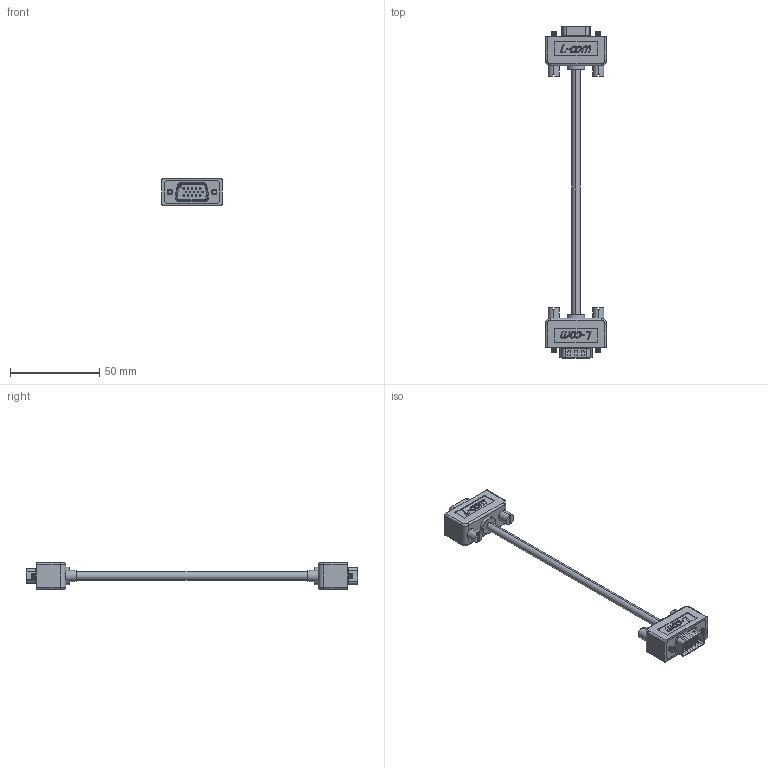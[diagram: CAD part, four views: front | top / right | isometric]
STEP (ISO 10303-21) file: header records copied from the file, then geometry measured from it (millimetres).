
FILE_DESCRIPTION (( 'STEP AP203' ), '1' );
FILE_NAME ('CTL3VGAMF-T.STEP', '2006-06-23T18:29:12', ( 'lcom' ), ( 'lcom' ), 'SwSTEP 2.0', 'SolidWorks 2006004', '' );
FILE_SCHEMA (( 'CONFIG_CONTROL_DESIGN' ));
Length unit declared in the file: inch
Products named in the file (6): 3AA07-009; MTN-006; CTL3VGAMF-T; SDH15S; SDH15P; 3AC03-011_Default 6" long
Assembly tree (9 placements, depth 2):
  CTL3VGAMF-T
    3AA07-009  x4
    SDH15S
    3AC03-011_Default 6" long
    MTN-006  x2
    SDH15P
Bounding box: 34.16 x 186.18 x 14.83 mm (x, y, z)
Volume: 21999 mm3; surface area: 14263.1 mm2
Topology: 9 solids, 9 shells, 1273 faces, 3073 edges, 1921 vertices
Faces by surface type: plane 538, cylinder 377, bspline 148, cone 128, torus 52, sphere 30
Entity records: 35055 total; most frequent: CARTESIAN_POINT 12385, DIRECTION 4605, ORIENTED_EDGE 4474, EDGE_CURVE 2237, AXIS2_PLACEMENT_3D 1663, VERTEX_POINT 1409, VECTOR 1279, LINE 1279
